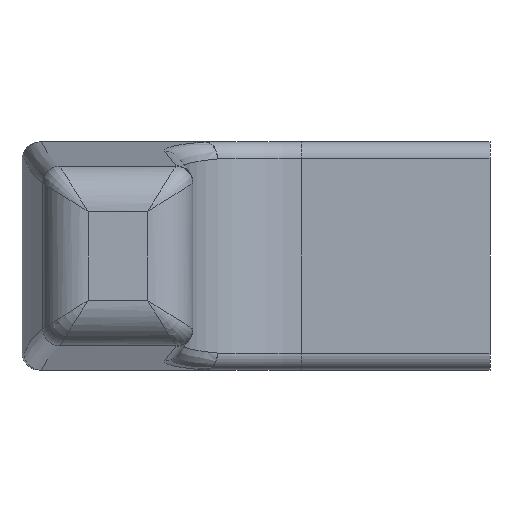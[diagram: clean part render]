
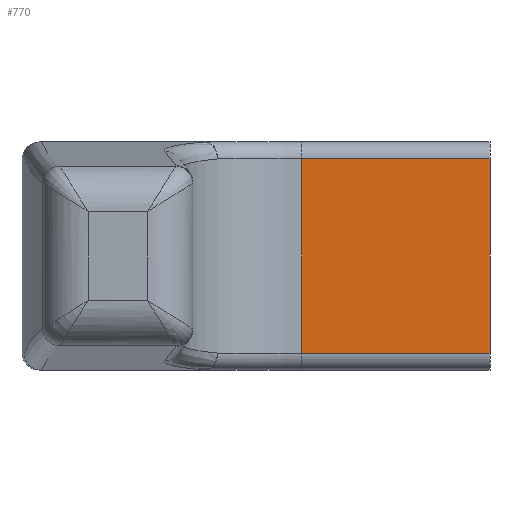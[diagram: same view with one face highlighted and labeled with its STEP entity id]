
A CAD part, left-side view. The second image highlights one B-rep face of the part: STEP entity #770.
In plain terms, the highlighted planar face has unit normal (-1, 0, 0).
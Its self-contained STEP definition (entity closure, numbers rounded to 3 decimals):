
#434=VERTEX_POINT('',#1178);
#662=VERTEX_POINT('',#1436);
#770=ADVANCED_FACE('',(#1553),#1554,.T.);
#778=VERTEX_POINT('',#1562);
#802=VERTEX_POINT('',#1589);
#922=EDGE_CURVE('',#778,#802,#1727,.T.);
#968=EDGE_CURVE('',#434,#802,#1778,.T.);
#994=EDGE_CURVE('',#434,#662,#1806,.T.);
#1086=EDGE_CURVE('',#662,#778,#1906,.T.);
#1178=CARTESIAN_POINT('',(-10.0,0.0,8.5));
#1436=CARTESIAN_POINT('',(-10.0,16.5,8.5));
#1553=FACE_OUTER_BOUND('',#5970,.T.);
#1554=PLANE('',#5971);
#1562=CARTESIAN_POINT('',(-10.0,16.5,-8.5));
#1589=CARTESIAN_POINT('',(-10.0,0.0,-8.5));
#1727=LINE('',#7822,#7823);
#1778=LINE('',#8797,#8798);
#1806=LINE('',#8877,#8878);
#1906=LINE('',#9951,#9952);
#5970=EDGE_LOOP('',(#10471,#10472,#10473,#10474));
#5971=AXIS2_PLACEMENT_3D('',#10475,#10476,#10477);
#7822=CARTESIAN_POINT('',(-10.0,0.0,-8.5));
#7823=VECTOR('',#10693,1000.0);
#8797=CARTESIAN_POINT('',(-10.0,0.0,-10.0));
#8798=VECTOR('',#10746,1000.0);
#8877=CARTESIAN_POINT('',(-10.0,0.0,8.5));
#8878=VECTOR('',#10771,1000.0);
#9951=CARTESIAN_POINT('',(-10.0,16.5,-10.0));
#9952=VECTOR('',#10864,1000.0);
#10471=ORIENTED_EDGE('',*,*,#968,.F.);
#10472=ORIENTED_EDGE('',*,*,#994,.T.);
#10473=ORIENTED_EDGE('',*,*,#1086,.T.);
#10474=ORIENTED_EDGE('',*,*,#922,.T.);
#10475=CARTESIAN_POINT('',(-10.0,0.0,-10.0));
#10476=DIRECTION('',(-1.0,0.0,0.0));
#10477=DIRECTION('',(0.0,0.0,1.0));
#10693=DIRECTION('',(0.0,-1.0,0.0));
#10746=DIRECTION('',(0.0,0.0,-1.0));
#10771=DIRECTION('',(0.0,1.0,0.0));
#10864=DIRECTION('',(0.0,0.0,-1.0));
